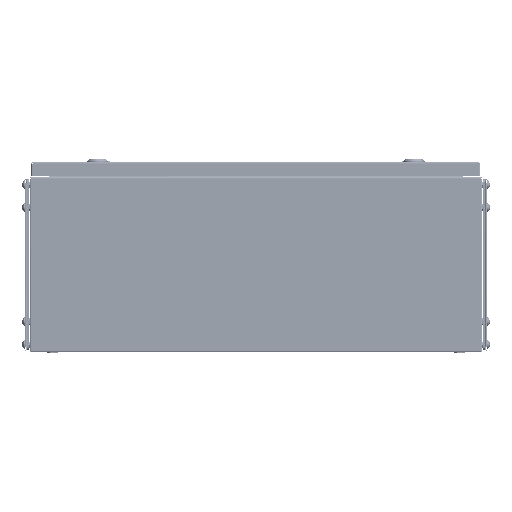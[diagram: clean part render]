
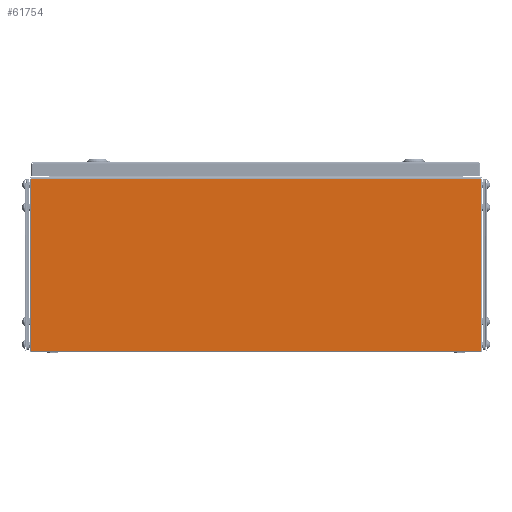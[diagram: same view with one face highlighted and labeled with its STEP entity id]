
A CAD part, left-side view. The second image highlights one B-rep face of the part: STEP entity #61754.
In plain terms, the highlighted planar face has unit normal (-1, 0, 0).
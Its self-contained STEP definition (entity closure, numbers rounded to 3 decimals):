
#1213 = VERTEX_POINT ( 'NONE', #29321 ) ;
#7083 = AXIS2_PLACEMENT_3D ( 'NONE', #64495, #7654, #77385 ) ;
#7654 = DIRECTION ( 'NONE',  ( 1., 0., 0. ) ) ;
#12780 = ORIENTED_EDGE ( 'NONE', *, *, #32350, .T. ) ;
#22837 = EDGE_CURVE ( 'NONE', #1213, #55625, #42677, .T. ) ;
#24077 = LINE ( 'NONE', #41955, #51489 ) ;
#25066 = DIRECTION ( 'NONE',  ( 0., 1., 0. ) ) ;
#29321 = CARTESIAN_POINT ( 'NONE',  ( -200., 295.5, 227.5 ) ) ;
#32350 = EDGE_CURVE ( 'NONE', #36503, #1213, #69461, .T. ) ;
#36503 = VERTEX_POINT ( 'NONE', #71777 ) ;
#36542 = DIRECTION ( 'NONE',  ( 0., 0., 1. ) ) ;
#37922 = CARTESIAN_POINT ( 'NONE',  ( -200., -295.5, 227.5 ) ) ;
#41154 = EDGE_LOOP ( 'NONE', ( #12780, #54373, #43426, #65962 ) ) ;
#41191 = EDGE_CURVE ( 'NONE', #77916, #36503, #24077, .T. ) ;
#41401 = VECTOR ( 'NONE', #69161, 1000. ) ;
#41955 = CARTESIAN_POINT ( 'NONE',  ( -200., -295.5, 0. ) ) ;
#42677 = LINE ( 'NONE', #43496, #41401 ) ;
#43426 = ORIENTED_EDGE ( 'NONE', *, *, #48201, .F. ) ;
#43496 = CARTESIAN_POINT ( 'NONE',  ( -200., 295.5, 0. ) ) ;
#45855 = FACE_OUTER_BOUND ( 'NONE', #41154, .T. ) ;
#46183 = VECTOR ( 'NONE', #25066, 1000. ) ;
#48201 = EDGE_CURVE ( 'NONE', #77916, #55625, #67054, .T. ) ;
#51489 = VECTOR ( 'NONE', #36542, 1000. ) ;
#52221 = VECTOR ( 'NONE', #67482, 1000. ) ;
#54373 = ORIENTED_EDGE ( 'NONE', *, *, #22837, .T. ) ;
#55625 = VERTEX_POINT ( 'NONE', #58648 ) ;
#58648 = CARTESIAN_POINT ( 'NONE',  ( -200., 295.5, 1. ) ) ;
#61754 = ADVANCED_FACE ( 'NONE', ( #45855 ), #78205, .F. ) ;
#64495 = CARTESIAN_POINT ( 'NONE',  ( -200., 0., 0. ) ) ;
#65962 = ORIENTED_EDGE ( 'NONE', *, *, #41191, .T. ) ;
#67054 = LINE ( 'NONE', #79941, #52221 ) ;
#67482 = DIRECTION ( 'NONE',  ( 0., 1., 0. ) ) ;
#67792 = CARTESIAN_POINT ( 'NONE',  ( -200., -295.5, 1. ) ) ;
#69161 = DIRECTION ( 'NONE',  ( 0., 0., -1. ) ) ;
#69461 = LINE ( 'NONE', #37922, #46183 ) ;
#71777 = CARTESIAN_POINT ( 'NONE',  ( -200., -295.5, 227.5 ) ) ;
#77385 = DIRECTION ( 'NONE',  ( 0., 0., -1. ) ) ;
#77916 = VERTEX_POINT ( 'NONE', #67792 ) ;
#78205 = PLANE ( 'NONE',  #7083 ) ;
#79941 = CARTESIAN_POINT ( 'NONE',  ( -200., 295.5, 1. ) ) ;
